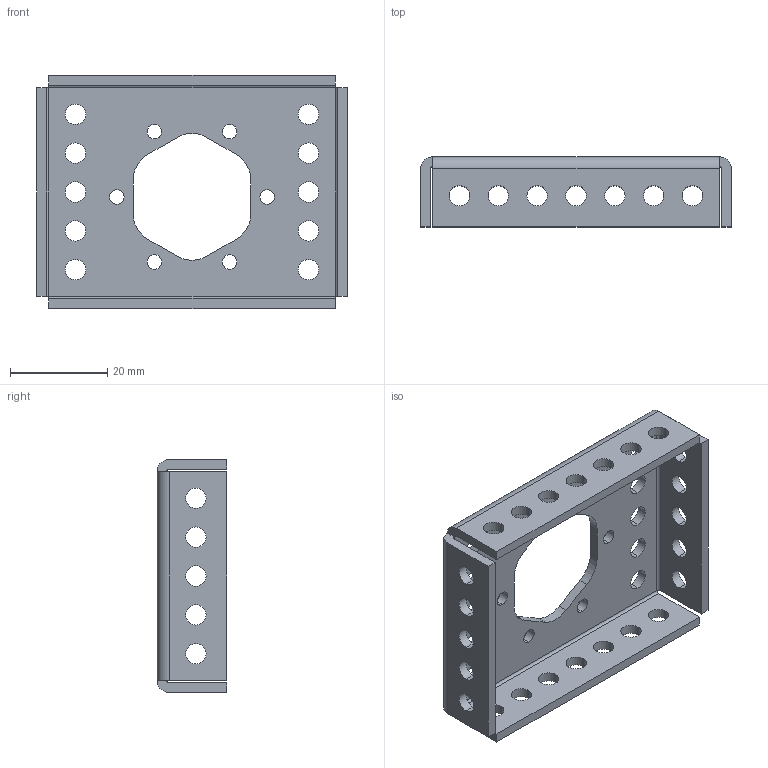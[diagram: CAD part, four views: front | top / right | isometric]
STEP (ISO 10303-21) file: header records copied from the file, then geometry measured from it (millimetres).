
FILE_DESCRIPTION (( 'STEP AP214' ), '1' );
FILE_NAME ('07-AM3103.STEP', '2025-11-27T17:29:07', ( '' ), ( '' ), 'SwSTEP 2.0', 'SolidWorks 2025', '' );
FILE_SCHEMA (( 'AUTOMOTIVE_DESIGN' ));
Length unit declared in the file: millimetre
Products named in the file (1): 07-AM3103
Bounding box: 64 x 14.4 x 48 mm (x, y, z)
Volume: 8870.8 mm3; surface area: 10677.3 mm2
Topology: 1 solids, 1 shells, 122 faces, 344 edges, 224 vertices
Faces by surface type: cylinder 94, plane 28
Entity records: 4215 total; most frequent: DIRECTION 778, CARTESIAN_POINT 691, ORIENTED_EDGE 688, EDGE_CURVE 344, AXIS2_PLACEMENT_3D 311, VERTEX_POINT 224, EDGE_LOOP 204, CIRCLE 188
